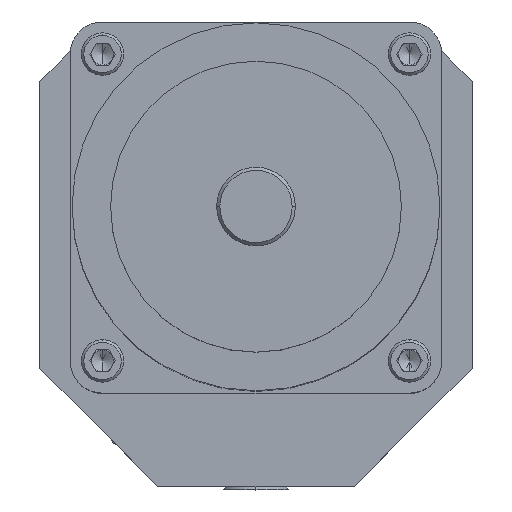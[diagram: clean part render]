
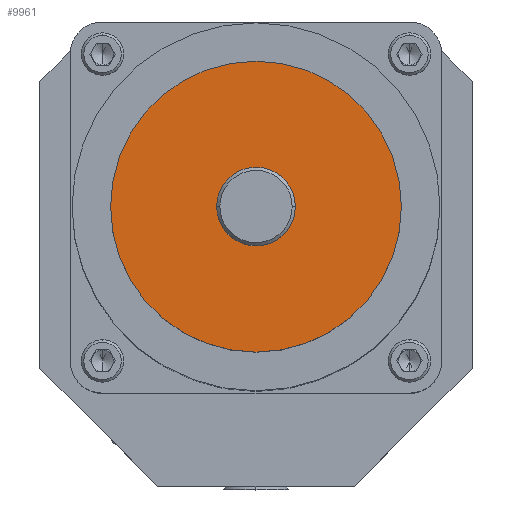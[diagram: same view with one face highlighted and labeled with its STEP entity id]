
A CAD part, top view. The second image highlights one B-rep face of the part: STEP entity #9961.
In plain terms, the highlighted planar face has unit normal (0, 0, 1).
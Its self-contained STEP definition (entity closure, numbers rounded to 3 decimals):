
#9865 = CYLINDRICAL_SURFACE('',#9866,23.495);
#9866 = AXIS2_PLACEMENT_3D('',#9867,#9868,#9869);
#9867 = CARTESIAN_POINT('',(0.,9.906,254.61));
#9868 = DIRECTION('',(0.,0.,1.));
#9869 = DIRECTION('',(0.,-1.,0.));
#9885 = VERTEX_POINT('',#9886);
#9886 = CARTESIAN_POINT('',(0.,33.401,264.516));
#9900 = CYLINDRICAL_SURFACE('',#9901,23.495);
#9901 = AXIS2_PLACEMENT_3D('',#9902,#9903,#9904);
#9902 = CARTESIAN_POINT('',(0.,9.906,254.61));
#9903 = DIRECTION('',(0.,0.,1.));
#9904 = DIRECTION('',(0.,-1.,0.));
#9912 = EDGE_CURVE('',#9913,#9885,#9915,.T.);
#9913 = VERTEX_POINT('',#9914);
#9914 = CARTESIAN_POINT('',(0.,-13.589,264.516));
#9915 = SURFACE_CURVE('',#9916,(#9921,#9928),.PCURVE_S1.);
#9916 = CIRCLE('',#9917,23.495);
#9917 = AXIS2_PLACEMENT_3D('',#9918,#9919,#9920);
#9918 = CARTESIAN_POINT('',(0.,9.906,264.516));
#9919 = DIRECTION('',(0.,0.,1.));
#9920 = DIRECTION('',(0.,-1.,0.));
#9921 = PCURVE('',#9865,#9922);
#9922 = DEFINITIONAL_REPRESENTATION('',(#9923),#9927);
#9923 = LINE('',#9924,#9925);
#9924 = CARTESIAN_POINT('',(0.,9.906));
#9925 = VECTOR('',#9926,1.);
#9926 = DIRECTION('',(1.,0.));
#9927 = ( GEOMETRIC_REPRESENTATION_CONTEXT(2) 
PARAMETRIC_REPRESENTATION_CONTEXT() REPRESENTATION_CONTEXT('2D SPACE',''
  ) );
#9928 = PCURVE('',#9929,#9934);
#9929 = PLANE('',#9930);
#9930 = AXIS2_PLACEMENT_3D('',#9931,#9932,#9933);
#9931 = CARTESIAN_POINT('',(0.,9.906,264.516));
#9932 = DIRECTION('',(0.,0.,1.));
#9933 = DIRECTION('',(0.,-1.,0.));
#9934 = DEFINITIONAL_REPRESENTATION('',(#9935),#9939);
#9935 = CIRCLE('',#9936,23.495);
#9936 = AXIS2_PLACEMENT_2D('',#9937,#9938);
#9937 = CARTESIAN_POINT('',(0.,0.));
#9938 = DIRECTION('',(1.,0.));
#9939 = ( GEOMETRIC_REPRESENTATION_CONTEXT(2) 
PARAMETRIC_REPRESENTATION_CONTEXT() REPRESENTATION_CONTEXT('2D SPACE',''
  ) );
#9961 = ADVANCED_FACE('',(#9962),#9929,.T.);
#9962 = FACE_BOUND('',#9963,.T.);
#9963 = EDGE_LOOP('',(#9964,#9965));
#9964 = ORIENTED_EDGE('',*,*,#9912,.T.);
#9965 = ORIENTED_EDGE('',*,*,#9966,.T.);
#9966 = EDGE_CURVE('',#9885,#9913,#9967,.T.);
#9967 = SURFACE_CURVE('',#9968,(#9973,#9980),.PCURVE_S1.);
#9968 = CIRCLE('',#9969,23.495);
#9969 = AXIS2_PLACEMENT_3D('',#9970,#9971,#9972);
#9970 = CARTESIAN_POINT('',(0.,9.906,264.516));
#9971 = DIRECTION('',(0.,0.,1.));
#9972 = DIRECTION('',(0.,-1.,0.));
#9973 = PCURVE('',#9929,#9974);
#9974 = DEFINITIONAL_REPRESENTATION('',(#9975),#9979);
#9975 = CIRCLE('',#9976,23.495);
#9976 = AXIS2_PLACEMENT_2D('',#9977,#9978);
#9977 = CARTESIAN_POINT('',(0.,0.));
#9978 = DIRECTION('',(1.,0.));
#9979 = ( GEOMETRIC_REPRESENTATION_CONTEXT(2) 
PARAMETRIC_REPRESENTATION_CONTEXT() REPRESENTATION_CONTEXT('2D SPACE',''
  ) );
#9980 = PCURVE('',#9900,#9981);
#9981 = DEFINITIONAL_REPRESENTATION('',(#9982),#9986);
#9982 = LINE('',#9983,#9984);
#9983 = CARTESIAN_POINT('',(0.,9.906));
#9984 = VECTOR('',#9985,1.);
#9985 = DIRECTION('',(1.,0.));
#9986 = ( GEOMETRIC_REPRESENTATION_CONTEXT(2) 
PARAMETRIC_REPRESENTATION_CONTEXT() REPRESENTATION_CONTEXT('2D SPACE',''
  ) );
